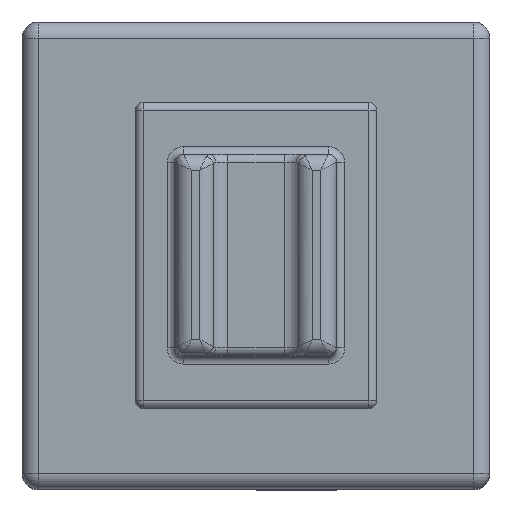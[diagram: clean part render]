
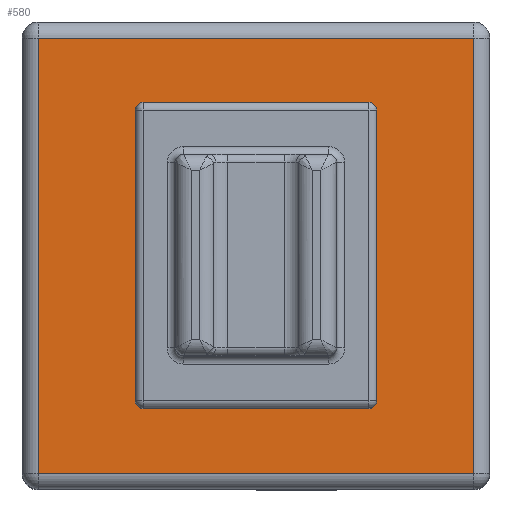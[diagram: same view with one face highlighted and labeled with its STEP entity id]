
A CAD part, top view. The second image highlights one B-rep face of the part: STEP entity #580.
In plain terms, the highlighted planar face has unit normal (0, 0, 1).
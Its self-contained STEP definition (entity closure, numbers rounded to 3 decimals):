
#23 = CARTESIAN_POINT ( 'NONE',  ( 1.4, 1.9, 5. ) ) ;
#49 = VECTOR ( 'NONE', #6772, 1000. ) ;
#54 = VERTEX_POINT ( 'NONE', #5499 ) ;
#100 = VERTEX_POINT ( 'NONE', #5616 ) ;
#181 = ORIENTED_EDGE ( 'NONE', *, *, #6730, .T. ) ;
#246 = LINE ( 'NONE', #2581, #3574 ) ;
#301 = VERTEX_POINT ( 'NONE', #4169 ) ;
#312 = AXIS2_PLACEMENT_3D ( 'NONE', #4080, #1137, #5863 ) ;
#569 = AXIS2_PLACEMENT_3D ( 'NONE', #2739, #875, #4355 ) ;
#580 = ADVANCED_FACE ( 'NONE', ( #2347, #4699 ), #2935, .T. ) ;
#581 = CARTESIAN_POINT ( 'NONE',  ( 2.9, -2.7, 5. ) ) ;
#613 = AXIS2_PLACEMENT_3D ( 'NONE', #752, #6045, #1947 ) ;
#629 = EDGE_LOOP ( 'NONE', ( #181, #3342, #1962, #4616 ) ) ;
#752 = CARTESIAN_POINT ( 'NONE',  ( -1.4, 1.8, 5. ) ) ;
#772 = VERTEX_POINT ( 'NONE', #6285 ) ;
#875 = DIRECTION ( 'NONE',  ( 0., 0., -1. ) ) ;
#1065 = EDGE_CURVE ( 'NONE', #3735, #5308, #2032, .T. ) ;
#1083 = AXIS2_PLACEMENT_3D ( 'NONE', #6682, #2708, #4404 ) ;
#1084 = DIRECTION ( 'NONE',  ( 1., 0., 0. ) ) ;
#1128 = VECTOR ( 'NONE', #2882, 1000. ) ;
#1137 = DIRECTION ( 'NONE',  ( 0., 0., 1. ) ) ;
#1155 = DIRECTION ( 'NONE',  ( 1., 0., 0. ) ) ;
#1382 = EDGE_CURVE ( 'NONE', #4481, #3507, #6659, .T. ) ;
#1415 = ORIENTED_EDGE ( 'NONE', *, *, #4992, .T. ) ;
#1812 = CARTESIAN_POINT ( 'NONE',  ( -2.7, -2.7, 5. ) ) ;
#1881 = CARTESIAN_POINT ( 'NONE',  ( 1.4, 1.8, 5. ) ) ;
#1909 = VERTEX_POINT ( 'NONE', #2505 ) ;
#1947 = DIRECTION ( 'NONE',  ( 1., 0., 0. ) ) ;
#1962 = ORIENTED_EDGE ( 'NONE', *, *, #4337, .T. ) ;
#1991 = LINE ( 'NONE', #4497, #3339 ) ;
#2030 = DIRECTION ( 'NONE',  ( 0., -1., 0. ) ) ;
#2032 = LINE ( 'NONE', #5594, #3369 ) ;
#2120 = ORIENTED_EDGE ( 'NONE', *, *, #1065, .F. ) ;
#2229 = DIRECTION ( 'NONE',  ( 0., 1., 0. ) ) ;
#2278 = ORIENTED_EDGE ( 'NONE', *, *, #6633, .T. ) ;
#2347 = FACE_OUTER_BOUND ( 'NONE', #629, .T. ) ;
#2408 = EDGE_CURVE ( 'NONE', #5425, #7543, #6378, .T. ) ;
#2505 = CARTESIAN_POINT ( 'NONE',  ( -1.5, -1.8, 5. ) ) ;
#2576 = AXIS2_PLACEMENT_3D ( 'NONE', #1881, #6021, #1155 ) ;
#2581 = CARTESIAN_POINT ( 'NONE',  ( -2.9, 2.7, 5. ) ) ;
#2708 = DIRECTION ( 'NONE',  ( 0., 0., -1. ) ) ;
#2739 = CARTESIAN_POINT ( 'NONE',  ( 1.4, -1.8, 5. ) ) ;
#2832 = ORIENTED_EDGE ( 'NONE', *, *, #7020, .T. ) ;
#2882 = DIRECTION ( 'NONE',  ( 0., -1., 0. ) ) ;
#2900 = CARTESIAN_POINT ( 'NONE',  ( 2.7, 2.9, 5. ) ) ;
#2935 = PLANE ( 'NONE',  #312 ) ;
#2985 = VERTEX_POINT ( 'NONE', #4162 ) ;
#3177 = VECTOR ( 'NONE', #6295, 1000. ) ;
#3281 = EDGE_CURVE ( 'NONE', #3507, #1909, #4165, .T. ) ;
#3339 = VECTOR ( 'NONE', #2030, 1000. ) ;
#3342 = ORIENTED_EDGE ( 'NONE', *, *, #7039, .T. ) ;
#3369 = VECTOR ( 'NONE', #4433, 1000. ) ;
#3440 = CARTESIAN_POINT ( 'NONE',  ( -1.4, 1.9, 5. ) ) ;
#3444 = CIRCLE ( 'NONE', #613, 0.1 ) ;
#3507 = VERTEX_POINT ( 'NONE', #5595 ) ;
#3559 = ORIENTED_EDGE ( 'NONE', *, *, #7451, .F. ) ;
#3574 = VECTOR ( 'NONE', #4929, 1000. ) ;
#3735 = VERTEX_POINT ( 'NONE', #23 ) ;
#3992 = VECTOR ( 'NONE', #1084, 1000. ) ;
#4080 = CARTESIAN_POINT ( 'NONE',  ( 0., 0., 5. ) ) ;
#4162 = CARTESIAN_POINT ( 'NONE',  ( 1.5, 1.8, 5. ) ) ;
#4165 = CIRCLE ( 'NONE', #1083, 0.1 ) ;
#4169 = CARTESIAN_POINT ( 'NONE',  ( -2.7, 2.7, 5. ) ) ;
#4337 = EDGE_CURVE ( 'NONE', #301, #5425, #5148, .T. ) ;
#4355 = DIRECTION ( 'NONE',  ( 1., 0., 0. ) ) ;
#4404 = DIRECTION ( 'NONE',  ( 1., 0., 0. ) ) ;
#4433 = DIRECTION ( 'NONE',  ( -1., 0., 0. ) ) ;
#4481 = VERTEX_POINT ( 'NONE', #6459 ) ;
#4497 = CARTESIAN_POINT ( 'NONE',  ( 1.5, 0., 5. ) ) ;
#4616 = ORIENTED_EDGE ( 'NONE', *, *, #2408, .T. ) ;
#4699 = FACE_BOUND ( 'NONE', #5929, .T. ) ;
#4884 = VECTOR ( 'NONE', #2229, 1000. ) ;
#4929 = DIRECTION ( 'NONE',  ( -1., 0., 0. ) ) ;
#4992 = EDGE_CURVE ( 'NONE', #772, #5308, #3444, .T. ) ;
#5148 = LINE ( 'NONE', #6376, #3177 ) ;
#5308 = VERTEX_POINT ( 'NONE', #3440 ) ;
#5371 = EDGE_CURVE ( 'NONE', #3735, #2985, #5781, .T. ) ;
#5425 = VERTEX_POINT ( 'NONE', #1812 ) ;
#5499 = CARTESIAN_POINT ( 'NONE',  ( 1.5, -1.8, 5. ) ) ;
#5594 = CARTESIAN_POINT ( 'NONE',  ( 0., 1.9, 5. ) ) ;
#5595 = CARTESIAN_POINT ( 'NONE',  ( -1.4, -1.9, 5. ) ) ;
#5616 = CARTESIAN_POINT ( 'NONE',  ( 2.7, 2.7, 5. ) ) ;
#5767 = CIRCLE ( 'NONE', #569, 0.1 ) ;
#5776 = CARTESIAN_POINT ( 'NONE',  ( -1.5, 0., 5. ) ) ;
#5781 = CIRCLE ( 'NONE', #2576, 0.1 ) ;
#5863 = DIRECTION ( 'NONE',  ( 1., 0., 0. ) ) ;
#5929 = EDGE_LOOP ( 'NONE', ( #3559, #1415, #2120, #6915, #2832, #2278, #6432, #6758 ) ) ;
#6021 = DIRECTION ( 'NONE',  ( 0., 0., -1. ) ) ;
#6045 = DIRECTION ( 'NONE',  ( 0., 0., -1. ) ) ;
#6285 = CARTESIAN_POINT ( 'NONE',  ( -1.5, 1.8, 5. ) ) ;
#6295 = DIRECTION ( 'NONE',  ( 0., -1., 0. ) ) ;
#6360 = LINE ( 'NONE', #2900, #4884 ) ;
#6376 = CARTESIAN_POINT ( 'NONE',  ( -2.7, -2.9, 5. ) ) ;
#6378 = LINE ( 'NONE', #581, #3992 ) ;
#6432 = ORIENTED_EDGE ( 'NONE', *, *, #1382, .T. ) ;
#6459 = CARTESIAN_POINT ( 'NONE',  ( 1.4, -1.9, 5. ) ) ;
#6499 = CARTESIAN_POINT ( 'NONE',  ( 2.7, -2.7, 5. ) ) ;
#6633 = EDGE_CURVE ( 'NONE', #54, #4481, #5767, .T. ) ;
#6659 = LINE ( 'NONE', #7362, #49 ) ;
#6682 = CARTESIAN_POINT ( 'NONE',  ( -1.4, -1.8, 5. ) ) ;
#6730 = EDGE_CURVE ( 'NONE', #7543, #100, #6360, .T. ) ;
#6758 = ORIENTED_EDGE ( 'NONE', *, *, #3281, .T. ) ;
#6772 = DIRECTION ( 'NONE',  ( -1., 0., 0. ) ) ;
#6915 = ORIENTED_EDGE ( 'NONE', *, *, #5371, .T. ) ;
#6928 = LINE ( 'NONE', #5776, #1128 ) ;
#7020 = EDGE_CURVE ( 'NONE', #2985, #54, #1991, .T. ) ;
#7039 = EDGE_CURVE ( 'NONE', #100, #301, #246, .T. ) ;
#7362 = CARTESIAN_POINT ( 'NONE',  ( 0., -1.9, 5. ) ) ;
#7451 = EDGE_CURVE ( 'NONE', #772, #1909, #6928, .T. ) ;
#7543 = VERTEX_POINT ( 'NONE', #6499 ) ;
